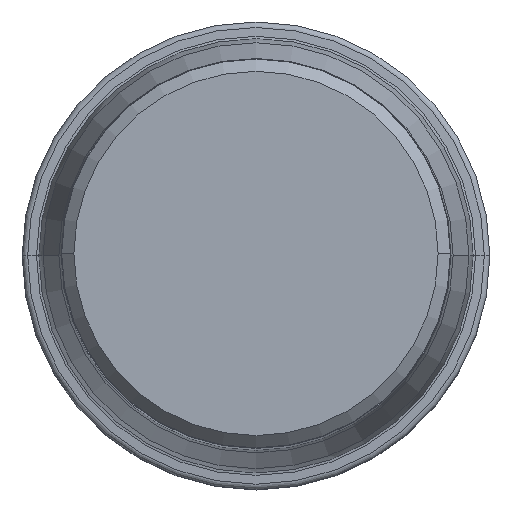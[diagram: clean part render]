
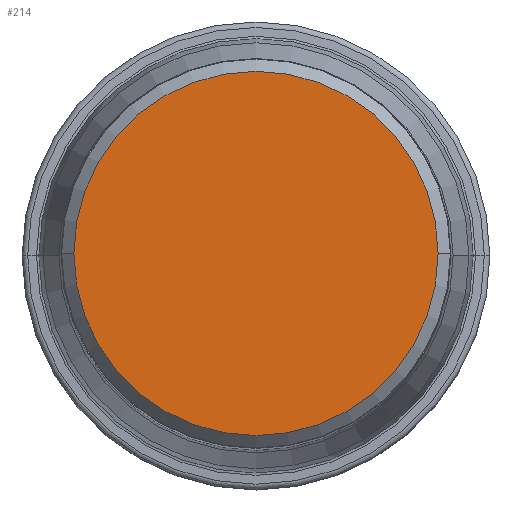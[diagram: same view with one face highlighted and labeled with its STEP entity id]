
A CAD part, top view. The second image highlights one B-rep face of the part: STEP entity #214.
In plain terms, the highlighted planar face has unit normal (0, 0, 1).
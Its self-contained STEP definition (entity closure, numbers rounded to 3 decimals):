
#143=FACE_OUTER_BOUND('',#295,.T.);
#214=ADVANCED_FACE('',(#143),#254,.F.);
#254=PLANE('',#1374);
#295=EDGE_LOOP('',(#471,#472));
#471=ORIENTED_EDGE('',*,*,#809,.T.);
#472=ORIENTED_EDGE('',*,*,#810,.T.);
#687=VERTEX_POINT('',#2163);
#688=VERTEX_POINT('',#2164);
#809=EDGE_CURVE('',#687,#688,#961,.T.);
#810=EDGE_CURVE('',#688,#687,#962,.T.);
#961=CIRCLE('',#1372,14.836);
#962=CIRCLE('',#1373,14.836);
#1372=AXIS2_PLACEMENT_3D('',#2162,#1705,#1706);
#1373=AXIS2_PLACEMENT_3D('',#2165,#1707,#1708);
#1374=AXIS2_PLACEMENT_3D('',#2166,#1709,#1710);
#1705=DIRECTION('',(0.,0.,1.));
#1706=DIRECTION('',(-1.,0.,0.));
#1707=DIRECTION('',(0.,0.,1.));
#1708=DIRECTION('',(1.,0.,0.));
#1709=DIRECTION('',(0.,0.,-1.));
#1710=DIRECTION('',(1.,0.,0.));
#2162=CARTESIAN_POINT('',(0.,0.,0.));
#2163=CARTESIAN_POINT('',(-14.836,0.,0.));
#2164=CARTESIAN_POINT('',(14.836,0.,0.));
#2165=CARTESIAN_POINT('',(0.,0.,0.));
#2166=CARTESIAN_POINT('',(0.,0.,0.));
